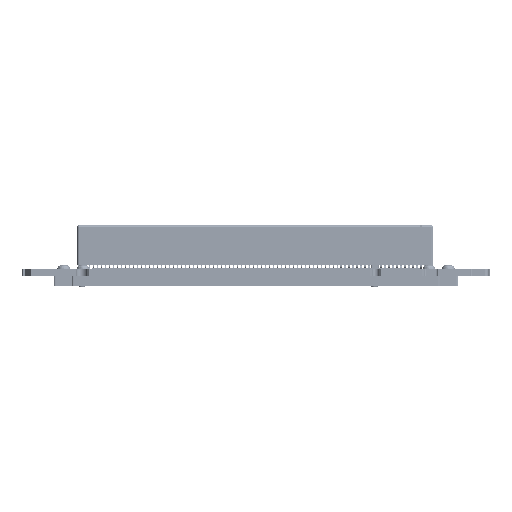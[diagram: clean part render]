
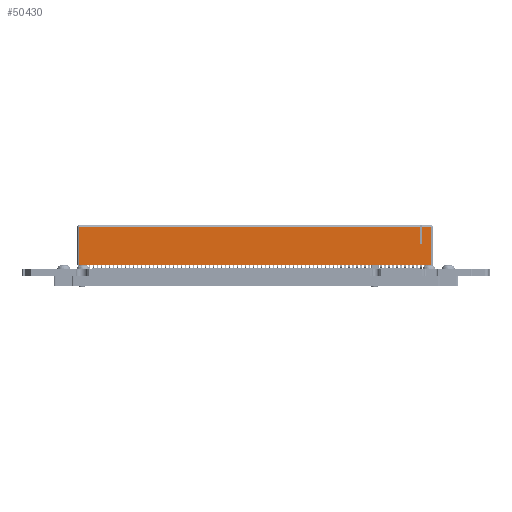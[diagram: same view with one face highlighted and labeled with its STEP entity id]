
A CAD part, front view. The second image highlights one B-rep face of the part: STEP entity #50430.
In plain terms, the highlighted face is planar.
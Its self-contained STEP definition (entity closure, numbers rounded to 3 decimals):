
#32052 = EDGE_CURVE('',#32053,#32055,#32057,.T.);
#32053 = VERTEX_POINT('',#32054);
#32054 = CARTESIAN_POINT('',(-3.7,0.,88.5));
#32055 = VERTEX_POINT('',#32056);
#32056 = CARTESIAN_POINT('',(-3.7,0.,0.5));
#32057 = LINE('',#32058,#32059);
#32058 = CARTESIAN_POINT('',(-3.7,0.,89.));
#32059 = VECTOR('',#32060,1.);
#32060 = DIRECTION('',(0.,0.,-1.));
#50430 = ADVANCED_FACE('',(#50431),#50488,.F.);
#50431 = FACE_BOUND('',#50432,.T.);
#50432 = EDGE_LOOP('',(#50433,#50434,#50442,#50450,#50458,#50466,#50474,
    #50482));
#50433 = ORIENTED_EDGE('',*,*,#32052,.F.);
#50434 = ORIENTED_EDGE('',*,*,#50435,.T.);
#50435 = EDGE_CURVE('',#32053,#50436,#50438,.T.);
#50436 = VERTEX_POINT('',#50437);
#50437 = CARTESIAN_POINT('',(-3.7,9.5,88.5));
#50438 = LINE('',#50439,#50440);
#50439 = CARTESIAN_POINT('',(-3.7,10.,88.5));
#50440 = VECTOR('',#50441,1.);
#50441 = DIRECTION('',(0.,1.,0.));
#50442 = ORIENTED_EDGE('',*,*,#50443,.T.);
#50443 = EDGE_CURVE('',#50436,#50444,#50446,.T.);
#50444 = VERTEX_POINT('',#50445);
#50445 = CARTESIAN_POINT('',(-3.7,9.5,86.3));
#50446 = LINE('',#50447,#50448);
#50447 = CARTESIAN_POINT('',(-3.7,9.5,89.));
#50448 = VECTOR('',#50449,1.);
#50449 = DIRECTION('',(0.,0.,-1.));
#50450 = ORIENTED_EDGE('',*,*,#50451,.F.);
#50451 = EDGE_CURVE('',#50452,#50444,#50454,.T.);
#50452 = VERTEX_POINT('',#50453);
#50453 = CARTESIAN_POINT('',(-3.7,5.25,86.3));
#50454 = LINE('',#50455,#50456);
#50455 = CARTESIAN_POINT('',(-3.7,4.469,86.3));
#50456 = VECTOR('',#50457,1.);
#50457 = DIRECTION('',(0.,1.,0.));
#50458 = ORIENTED_EDGE('',*,*,#50459,.T.);
#50459 = EDGE_CURVE('',#50452,#50460,#50462,.T.);
#50460 = VERTEX_POINT('',#50461);
#50461 = CARTESIAN_POINT('',(-3.7,5.25,85.7));
#50462 = LINE('',#50463,#50464);
#50463 = CARTESIAN_POINT('',(-3.7,5.25,85.7));
#50464 = VECTOR('',#50465,1.);
#50465 = DIRECTION('',(0.,0.,-1.));
#50466 = ORIENTED_EDGE('',*,*,#50467,.T.);
#50467 = EDGE_CURVE('',#50460,#50468,#50470,.T.);
#50468 = VERTEX_POINT('',#50469);
#50469 = CARTESIAN_POINT('',(-3.7,9.5,85.7));
#50470 = LINE('',#50471,#50472);
#50471 = CARTESIAN_POINT('',(-3.7,4.469,85.7));
#50472 = VECTOR('',#50473,1.);
#50473 = DIRECTION('',(0.,1.,0.));
#50474 = ORIENTED_EDGE('',*,*,#50475,.T.);
#50475 = EDGE_CURVE('',#50468,#50476,#50478,.T.);
#50476 = VERTEX_POINT('',#50477);
#50477 = CARTESIAN_POINT('',(-3.7,9.5,0.5));
#50478 = LINE('',#50479,#50480);
#50479 = CARTESIAN_POINT('',(-3.7,9.5,89.));
#50480 = VECTOR('',#50481,1.);
#50481 = DIRECTION('',(0.,0.,-1.));
#50482 = ORIENTED_EDGE('',*,*,#50483,.T.);
#50483 = EDGE_CURVE('',#50476,#32055,#50484,.T.);
#50484 = LINE('',#50485,#50486);
#50485 = CARTESIAN_POINT('',(-3.7,10.,0.5));
#50486 = VECTOR('',#50487,1.);
#50487 = DIRECTION('',(0.,-1.,0.));
#50488 = PLANE('',#50489);
#50489 = AXIS2_PLACEMENT_3D('',#50490,#50491,#50492);
#50490 = CARTESIAN_POINT('',(-3.7,10.,89.));
#50491 = DIRECTION('',(1.,0.,0.));
#50492 = DIRECTION('',(0.,1.,0.));
